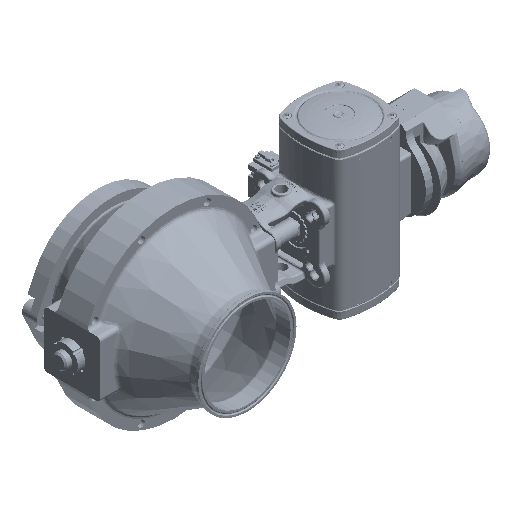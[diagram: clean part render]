
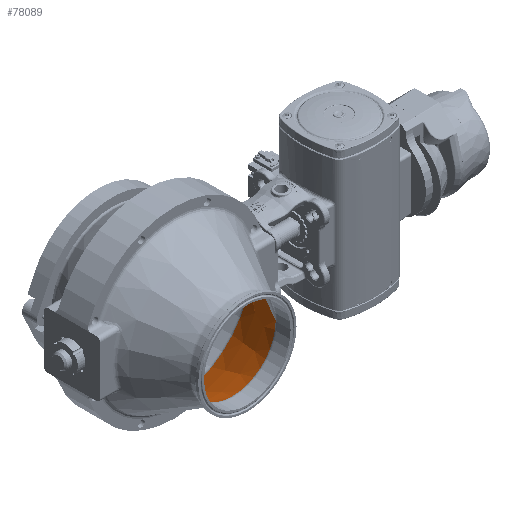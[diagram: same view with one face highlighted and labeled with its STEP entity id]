
A CAD part, isometric view. The second image highlights one B-rep face of the part: STEP entity #78089.
In plain terms, the highlighted conical face has half-angle 30 degrees and reference radius 74.282 mm.
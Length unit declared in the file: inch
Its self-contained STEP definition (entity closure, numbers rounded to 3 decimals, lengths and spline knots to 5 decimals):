
#2812 = AXIS2_PLACEMENT_3D ( 'NONE', #96420, #126578, #185819 ) ;
#5612 = DIRECTION ( 'NONE',  ( 0., -1., 0. ) ) ;
#14127 = DIRECTION ( 'NONE',  ( 0., -1., 0. ) ) ;
#16241 = ORIENTED_EDGE ( 'NONE', *, *, #167853, .F. ) ;
#19841 = CIRCLE ( 'NONE', #175110, 5.21651 ) ;
#26533 = VECTOR ( 'NONE', #161431, 39.37008 ) ;
#30617 = CARTESIAN_POINT ( 'NONE',  ( 0., -0.875, 0. ) ) ;
#31578 = DIRECTION ( 'NONE',  ( 1., 0., 0. ) ) ;
#39571 = AXIS2_PLACEMENT_3D ( 'NONE', #123214, #5612, #140662 ) ;
#48894 = CIRCLE ( 'NONE', #39571, 2.92449 ) ;
#48995 = ORIENTED_EDGE ( 'NONE', *, *, #49365, .F. ) ;
#49365 = EDGE_CURVE ( 'NONE', #83680, #185295, #19841, .T. ) ;
#58481 = DIRECTION ( 'NONE',  ( -0.5, 0.866, 0. ) ) ;
#61719 = CONICAL_SURFACE ( 'NONE', #2812, 2.92449, 0.524 ) ;
#72118 = LINE ( 'NONE', #102208, #130633 ) ;
#73930 = LINE ( 'NONE', #89465, #26533 ) ;
#78089 = ADVANCED_FACE ( 'NONE', ( #170301 ), #61719, .F. ) ;
#83680 = VERTEX_POINT ( 'NONE', #94940 ) ;
#89465 = CARTESIAN_POINT ( 'NONE',  ( 2.92449, -4.84488, 0. ) ) ;
#94940 = CARTESIAN_POINT ( 'NONE',  ( -5.21651, -0.875, 0. ) ) ;
#96420 = CARTESIAN_POINT ( 'NONE',  ( 0., -4.84488, 0. ) ) ;
#97547 = EDGE_CURVE ( 'NONE', #118462, #123638, #48894, .T. ) ;
#101900 = EDGE_LOOP ( 'NONE', ( #108781, #176365, #48995, #16241 ) ) ;
#102208 = CARTESIAN_POINT ( 'NONE',  ( -2.92449, -4.84488, 0. ) ) ;
#108781 = ORIENTED_EDGE ( 'NONE', *, *, #97547, .T. ) ;
#118462 = VERTEX_POINT ( 'NONE', #162486 ) ;
#119876 = CARTESIAN_POINT ( 'NONE',  ( 5.21651, -0.875, 0. ) ) ;
#123214 = CARTESIAN_POINT ( 'NONE',  ( 0., -4.84488, 0. ) ) ;
#123638 = VERTEX_POINT ( 'NONE', #138246 ) ;
#126578 = DIRECTION ( 'NONE',  ( 0., 1., 0. ) ) ;
#130633 = VECTOR ( 'NONE', #58481, 39.37008 ) ;
#138246 = CARTESIAN_POINT ( 'NONE',  ( 2.92449, -4.84488, 0. ) ) ;
#140662 = DIRECTION ( 'NONE',  ( 1., 0., 0. ) ) ;
#161431 = DIRECTION ( 'NONE',  ( 0.5, 0.866, 0. ) ) ;
#162486 = CARTESIAN_POINT ( 'NONE',  ( -2.92449, -4.84488, 0. ) ) ;
#167853 = EDGE_CURVE ( 'NONE', #118462, #83680, #72118, .T. ) ;
#170301 = FACE_OUTER_BOUND ( 'NONE', #101900, .T. ) ;
#173738 = EDGE_CURVE ( 'NONE', #123638, #185295, #73930, .T. ) ;
#175110 = AXIS2_PLACEMENT_3D ( 'NONE', #30617, #14127, #31578 ) ;
#176365 = ORIENTED_EDGE ( 'NONE', *, *, #173738, .T. ) ;
#185295 = VERTEX_POINT ( 'NONE', #119876 ) ;
#185819 = DIRECTION ( 'NONE',  ( -1., 0., 0. ) ) ;
